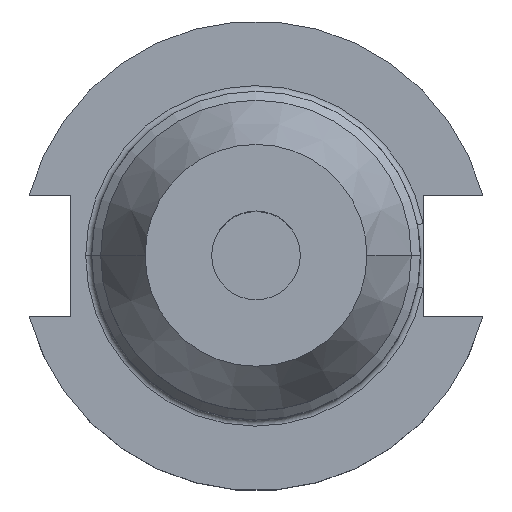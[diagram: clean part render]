
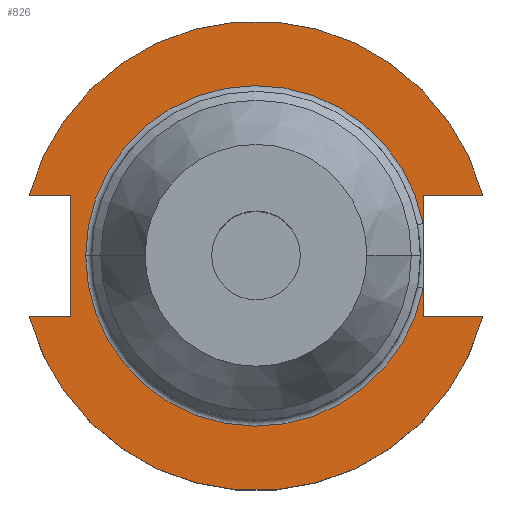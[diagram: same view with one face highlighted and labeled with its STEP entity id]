
A CAD part, top view. The second image highlights one B-rep face of the part: STEP entity #826.
In plain terms, the highlighted planar face has unit normal (0, 0, 1).
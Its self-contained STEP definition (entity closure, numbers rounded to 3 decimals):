
#50 = CARTESIAN_POINT ( 'NONE',  ( -30.675, -8.191, 19.05 ) ) ;
#74 = CARTESIAN_POINT ( 'NONE',  ( 22.606, 22.225, 19.05 ) ) ;
#104 = ORIENTED_EDGE ( 'NONE', *, *, #566, .T. ) ;
#108 = CARTESIAN_POINT ( 'NONE',  ( 30.675, 8.191, 19.05 ) ) ;
#109 = DIRECTION ( 'NONE',  ( -1., 0., 0. ) ) ;
#118 = FACE_OUTER_BOUND ( 'NONE', #1170, .T. ) ;
#127 = ORIENTED_EDGE ( 'NONE', *, *, #1575, .F. ) ;
#145 = DIRECTION ( 'NONE',  ( 0., 1., 0. ) ) ;
#161 = CIRCLE ( 'NONE', #767, 31.75 ) ;
#162 = CARTESIAN_POINT ( 'NONE',  ( 0., -8.191, 19.05 ) ) ;
#175 = VECTOR ( 'NONE', #1391, 1000. ) ;
#176 = CARTESIAN_POINT ( 'NONE',  ( 22.606, 22.225, 19.05 ) ) ;
#184 = DIRECTION ( 'NONE',  ( 0., 1., 0. ) ) ;
#312 = EDGE_CURVE ( 'NONE', #1666, #1578, #488, .T. ) ;
#318 = CARTESIAN_POINT ( 'NONE',  ( 22.606, -4.373, 19.05 ) ) ;
#363 = CARTESIAN_POINT ( 'NONE',  ( 0., 22.225, 19.05 ) ) ;
#369 = DIRECTION ( 'NONE',  ( 0., 0., -1. ) ) ;
#399 = VECTOR ( 'NONE', #1123, 1000. ) ;
#427 = ORIENTED_EDGE ( 'NONE', *, *, #1708, .T. ) ;
#444 = CARTESIAN_POINT ( 'NONE',  ( 0., 0., 19.05 ) ) ;
#475 = DIRECTION ( 'NONE',  ( 0., 0., 1. ) ) ;
#488 = LINE ( 'NONE', #1482, #524 ) ;
#495 = ORIENTED_EDGE ( 'NONE', *, *, #934, .T. ) ;
#501 = DIRECTION ( 'NONE',  ( 1., 0., 0. ) ) ;
#508 = DIRECTION ( 'NONE',  ( -1., 0., 0. ) ) ;
#524 = VECTOR ( 'NONE', #1474, 1000. ) ;
#529 = ORIENTED_EDGE ( 'NONE', *, *, #1153, .T. ) ;
#538 = LINE ( 'NONE', #162, #175 ) ;
#540 = VECTOR ( 'NONE', #145, 1000. ) ;
#566 = EDGE_CURVE ( 'NONE', #1486, #1717, #1528, .T. ) ;
#569 = VERTEX_POINT ( 'NONE', #108 ) ;
#702 = AXIS2_PLACEMENT_3D ( 'NONE', #1325, #1169, #1293 ) ;
#729 = VERTEX_POINT ( 'NONE', #1394 ) ;
#760 = LINE ( 'NONE', #1417, #399 ) ;
#767 = AXIS2_PLACEMENT_3D ( 'NONE', #444, #475, #501 ) ;
#825 = VERTEX_POINT ( 'NONE', #318 ) ;
#826 = ADVANCED_FACE ( 'NONE', ( #118 ), #860, .F. ) ;
#833 = ORIENTED_EDGE ( 'NONE', *, *, #1192, .T. ) ;
#860 = PLANE ( 'NONE',  #1087 ) ;
#868 = EDGE_CURVE ( 'NONE', #1050, #1578, #760, .T. ) ;
#887 = VERTEX_POINT ( 'NONE', #1636 ) ;
#894 = VECTOR ( 'NONE', #109, 1000. ) ;
#902 = CARTESIAN_POINT ( 'NONE',  ( 0., 0., 19.05 ) ) ;
#915 = LINE ( 'NONE', #74, #540 ) ;
#918 = VECTOR ( 'NONE', #184, 1000. ) ;
#923 = AXIS2_PLACEMENT_3D ( 'NONE', #1027, #1033, #1155 ) ;
#934 = EDGE_CURVE ( 'NONE', #1050, #887, #161, .T. ) ;
#941 = CARTESIAN_POINT ( 'NONE',  ( 0., 8.191, 19.05 ) ) ;
#966 = LINE ( 'NONE', #941, #894 ) ;
#982 = ORIENTED_EDGE ( 'NONE', *, *, #312, .T. ) ;
#1027 = CARTESIAN_POINT ( 'NONE',  ( 0., 0., 19.05 ) ) ;
#1033 = DIRECTION ( 'NONE',  ( 0., 0., -1. ) ) ;
#1050 = VERTEX_POINT ( 'NONE', #50 ) ;
#1052 = EDGE_CURVE ( 'NONE', #729, #825, #915, .T. ) ;
#1055 = CIRCLE ( 'NONE', #1436, 31.75 ) ;
#1087 = AXIS2_PLACEMENT_3D ( 'NONE', #363, #369, #508 ) ;
#1099 = LINE ( 'NONE', #1256, #1404 ) ;
#1123 = DIRECTION ( 'NONE',  ( 1., 0., 0. ) ) ;
#1125 = CARTESIAN_POINT ( 'NONE',  ( -25.091, -8.191, 19.05 ) ) ;
#1134 = ORIENTED_EDGE ( 'NONE', *, *, #1288, .F. ) ;
#1142 = CIRCLE ( 'NONE', #923, 23.025 ) ;
#1152 = DIRECTION ( 'NONE',  ( 0., 0., 1. ) ) ;
#1153 = EDGE_CURVE ( 'NONE', #1499, #1486, #1142, .T. ) ;
#1155 = DIRECTION ( 'NONE',  ( -1., 0., 0. ) ) ;
#1169 = DIRECTION ( 'NONE',  ( 0., 0., -1. ) ) ;
#1170 = EDGE_LOOP ( 'NONE', ( #1274, #1713, #529, #104, #1134, #427, #833, #982, #1684, #495, #127 ) ) ;
#1188 = CARTESIAN_POINT ( 'NONE',  ( 22.606, 4.373, 19.05 ) ) ;
#1192 = EDGE_CURVE ( 'NONE', #1368, #1666, #1099, .T. ) ;
#1256 = CARTESIAN_POINT ( 'NONE',  ( -61.091, 8.191, 19.05 ) ) ;
#1274 = ORIENTED_EDGE ( 'NONE', *, *, #1052, .T. ) ;
#1288 = EDGE_CURVE ( 'NONE', #569, #1717, #966, .T. ) ;
#1293 = DIRECTION ( 'NONE',  ( -1., 0., 0. ) ) ;
#1325 = CARTESIAN_POINT ( 'NONE',  ( 0., 0., 19.05 ) ) ;
#1336 = CIRCLE ( 'NONE', #702, 23.025 ) ;
#1351 = DIRECTION ( 'NONE',  ( 1., 0., 0. ) ) ;
#1368 = VERTEX_POINT ( 'NONE', #1435 ) ;
#1391 = DIRECTION ( 'NONE',  ( 1., 0., 0. ) ) ;
#1394 = CARTESIAN_POINT ( 'NONE',  ( 22.606, -8.191, 19.05 ) ) ;
#1404 = VECTOR ( 'NONE', #1351, 1000. ) ;
#1417 = CARTESIAN_POINT ( 'NONE',  ( -61.091, -8.191, 19.05 ) ) ;
#1435 = CARTESIAN_POINT ( 'NONE',  ( -30.675, 8.191, 19.05 ) ) ;
#1436 = AXIS2_PLACEMENT_3D ( 'NONE', #902, #1152, #1656 ) ;
#1474 = DIRECTION ( 'NONE',  ( 0., -1., 0. ) ) ;
#1482 = CARTESIAN_POINT ( 'NONE',  ( -25.091, 8.191, 19.05 ) ) ;
#1485 = CARTESIAN_POINT ( 'NONE',  ( 22.606, 8.191, 19.05 ) ) ;
#1486 = VERTEX_POINT ( 'NONE', #1188 ) ;
#1494 = EDGE_CURVE ( 'NONE', #825, #1499, #1336, .T. ) ;
#1497 = CARTESIAN_POINT ( 'NONE',  ( -25.091, 8.191, 19.05 ) ) ;
#1499 = VERTEX_POINT ( 'NONE', #1573 ) ;
#1528 = LINE ( 'NONE', #176, #918 ) ;
#1573 = CARTESIAN_POINT ( 'NONE',  ( -23.025, 0., 19.05 ) ) ;
#1575 = EDGE_CURVE ( 'NONE', #729, #887, #538, .T. ) ;
#1578 = VERTEX_POINT ( 'NONE', #1125 ) ;
#1636 = CARTESIAN_POINT ( 'NONE',  ( 30.675, -8.191, 19.05 ) ) ;
#1656 = DIRECTION ( 'NONE',  ( 1., 0., 0. ) ) ;
#1666 = VERTEX_POINT ( 'NONE', #1497 ) ;
#1684 = ORIENTED_EDGE ( 'NONE', *, *, #868, .F. ) ;
#1708 = EDGE_CURVE ( 'NONE', #569, #1368, #1055, .T. ) ;
#1713 = ORIENTED_EDGE ( 'NONE', *, *, #1494, .T. ) ;
#1717 = VERTEX_POINT ( 'NONE', #1485 ) ;
